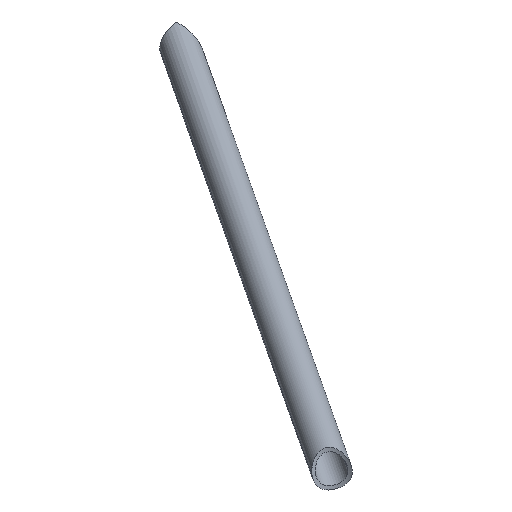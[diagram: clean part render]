
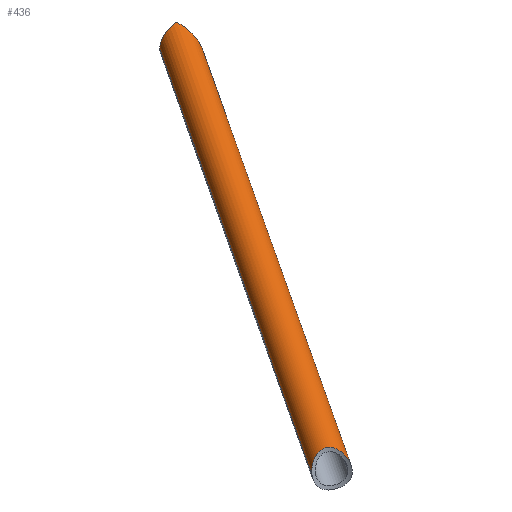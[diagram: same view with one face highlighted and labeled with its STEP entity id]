
A CAD part, isometric view. The second image highlights one B-rep face of the part: STEP entity #436.
In plain terms, the highlighted cylindrical face has radius 7.5 mm (diameter 15 mm), a partial arc.
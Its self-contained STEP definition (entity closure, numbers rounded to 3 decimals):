
#61=CARTESIAN_POINT('Vertex',(-1756.406,-13.273,251.99)) ;
#67=CARTESIAN_POINT('Control Point',(-1756.406,-13.273,251.947)) ;
#68=CARTESIAN_POINT('Control Point',(-1756.406,-13.274,251.962)) ;
#69=CARTESIAN_POINT('Control Point',(-1756.406,-13.274,251.976)) ;
#70=CARTESIAN_POINT('Control Point',(-1756.406,-13.273,251.99)) ;
#71=CARTESIAN_POINT('Vertex',(-1756.406,-13.273,251.947)) ;
#118=CARTESIAN_POINT('Vertex',(-1765.366,0.407,251.96)) ;
#186=CARTESIAN_POINT('Control Point',(-1756.423,0.401,259.469)) ;
#187=CARTESIAN_POINT('Control Point',(-1756.591,0.401,259.468)) ;
#188=CARTESIAN_POINT('Control Point',(-1756.76,0.401,259.464)) ;
#189=CARTESIAN_POINT('Control Point',(-1756.893,0.401,259.458)) ;
#190=CARTESIAN_POINT('Control Point',(-1757.127,0.401,259.445)) ;
#191=CARTESIAN_POINT('Control Point',(-1757.36,0.402,259.425)) ;
#192=CARTESIAN_POINT('Control Point',(-1757.493,0.402,259.414)) ;
#193=CARTESIAN_POINT('Control Point',(-1757.94,0.402,259.362)) ;
#194=CARTESIAN_POINT('Control Point',(-1758.385,0.402,259.286)) ;
#195=CARTESIAN_POINT('Control Point',(-1758.661,0.403,259.23)) ;
#196=CARTESIAN_POINT('Control Point',(-1759.929,0.403,258.925)) ;
#197=CARTESIAN_POINT('Control Point',(-1761.142,0.404,258.421)) ;
#198=CARTESIAN_POINT('Control Point',(-1762.04,0.405,257.901)) ;
#199=CARTESIAN_POINT('Control Point',(-1763.645,0.406,256.625)) ;
#200=CARTESIAN_POINT('Control Point',(-1764.766,0.407,254.909)) ;
#201=CARTESIAN_POINT('Control Point',(-1765.166,0.407,253.963)) ;
#202=CARTESIAN_POINT('Control Point',(-1765.366,0.407,252.961)) ;
#203=CARTESIAN_POINT('Control Point',(-1765.366,0.407,251.96)) ;
#204=CARTESIAN_POINT('Vertex',(-1756.423,0.401,259.469)) ;
#208=CARTESIAN_POINT('Control Point',(-1756.423,0.401,259.469)) ;
#209=CARTESIAN_POINT('Control Point',(-1756.423,0.147,259.469)) ;
#210=CARTESIAN_POINT('Control Point',(-1756.424,-0.107,259.466)) ;
#211=CARTESIAN_POINT('Control Point',(-1756.424,-0.312,259.46)) ;
#212=CARTESIAN_POINT('Control Point',(-1756.424,-0.673,259.447)) ;
#213=CARTESIAN_POINT('Control Point',(-1756.424,-1.033,259.428)) ;
#214=CARTESIAN_POINT('Control Point',(-1756.424,-1.237,259.417)) ;
#215=CARTESIAN_POINT('Control Point',(-1756.424,-1.919,259.366)) ;
#216=CARTESIAN_POINT('Control Point',(-1756.424,-2.599,259.292)) ;
#217=CARTESIAN_POINT('Control Point',(-1756.424,-3.026,259.235)) ;
#218=CARTESIAN_POINT('Control Point',(-1756.424,-4.416,259.019)) ;
#219=CARTESIAN_POINT('Control Point',(-1756.424,-5.786,258.694)) ;
#220=CARTESIAN_POINT('Control Point',(-1756.424,-6.721,258.413)) ;
#221=CARTESIAN_POINT('Control Point',(-1756.423,-8.562,257.724)) ;
#222=CARTESIAN_POINT('Control Point',(-1756.42,-10.263,256.739)) ;
#223=CARTESIAN_POINT('Control Point',(-1756.419,-11.071,256.156)) ;
#224=CARTESIAN_POINT('Control Point',(-1756.416,-12.221,255.063)) ;
#225=CARTESIAN_POINT('Control Point',(-1756.412,-12.965,253.685)) ;
#226=CARTESIAN_POINT('Control Point',(-1756.41,-13.168,253.137)) ;
#227=CARTESIAN_POINT('Control Point',(-1756.408,-13.27,252.564)) ;
#228=CARTESIAN_POINT('Control Point',(-1756.406,-13.273,251.99)) ;
#352=CARTESIAN_POINT('Line Origine',(-1842.822,-117.513,251.695)) ;
#356=CARTESIAN_POINT('Vertex',(-1916.773,-230.1,251.441)) ;
#359=CARTESIAN_POINT('Line Origine',(-1830.284,-125.748,251.695)) ;
#363=CARTESIAN_POINT('Vertex',(-1904.754,-239.123,251.44)) ;
#397=CARTESIAN_POINT('Axis2P3D Location',(-1836.553,-121.631,251.695)) ;
#403=CARTESIAN_POINT('Control Point',(-1904.754,-239.123,251.44)) ;
#404=CARTESIAN_POINT('Control Point',(-1904.617,-238.915,252.389)) ;
#405=CARTESIAN_POINT('Control Point',(-1904.543,-238.528,253.309)) ;
#406=CARTESIAN_POINT('Control Point',(-1904.521,-237.988,254.147)) ;
#407=CARTESIAN_POINT('Control Point',(-1904.57,-236.885,255.479)) ;
#408=CARTESIAN_POINT('Control Point',(-1904.801,-235.58,256.582)) ;
#409=CARTESIAN_POINT('Control Point',(-1904.937,-234.996,257.013)) ;
#410=CARTESIAN_POINT('Control Point',(-1905.258,-233.912,257.714)) ;
#411=CARTESIAN_POINT('Control Point',(-1905.741,-232.801,258.259)) ;
#412=CARTESIAN_POINT('Control Point',(-1905.992,-232.306,258.468)) ;
#413=CARTESIAN_POINT('Control Point',(-1906.517,-231.43,258.773)) ;
#414=CARTESIAN_POINT('Control Point',(-1907.179,-230.613,258.928)) ;
#415=CARTESIAN_POINT('Control Point',(-1907.501,-230.268,258.965)) ;
#416=CARTESIAN_POINT('Control Point',(-1908.429,-229.412,258.964)) ;
#417=CARTESIAN_POINT('Control Point',(-1909.505,-228.779,258.702)) ;
#418=CARTESIAN_POINT('Control Point',(-1910.21,-228.501,258.433)) ;
#419=CARTESIAN_POINT('Control Point',(-1911.345,-228.224,257.869)) ;
#420=CARTESIAN_POINT('Control Point',(-1912.415,-228.188,257.148)) ;
#421=CARTESIAN_POINT('Control Point',(-1912.817,-228.207,256.848)) ;
#422=CARTESIAN_POINT('Control Point',(-1914.145,-228.363,255.762)) ;
#423=CARTESIAN_POINT('Control Point',(-1915.267,-228.797,254.504)) ;
#424=CARTESIAN_POINT('Control Point',(-1915.941,-229.188,253.554)) ;
#425=CARTESIAN_POINT('Control Point',(-1916.468,-229.634,252.525)) ;
#426=CARTESIAN_POINT('Control Point',(-1916.773,-230.1,251.441)) ;
#353=DIRECTION('Vector Direction',(-0.549,-0.836,-0.002)) ;
#360=DIRECTION('Vector Direction',(-0.549,-0.836,-0.002)) ;
#398=DIRECTION('Axis2P3D Direction',(-0.549,-0.836,-0.002)) ;
#399=DIRECTION('Axis2P3D XDirection',(0.836,-0.549,0.)) ;
#400=AXIS2_PLACEMENT_3D('Cylinder Axis2P3D',#397,#398,#399) ;
#429=ORIENTED_EDGE('',*,*,#365,.F.) ;
#430=ORIENTED_EDGE('',*,*,#73,.T.) ;
#431=ORIENTED_EDGE('',*,*,#229,.F.) ;
#432=ORIENTED_EDGE('',*,*,#206,.T.) ;
#433=ORIENTED_EDGE('',*,*,#358,.T.) ;
#434=ORIENTED_EDGE('',*,*,#427,.F.) ;
#354=VECTOR('Line Direction',#353,1.) ;
#361=VECTOR('Line Direction',#360,1.) ;
#436=ADVANCED_FACE('Corps principal',(#435),#401,.T.) ;
#66=B_SPLINE_CURVE_WITH_KNOTS('',3,(#67,#68,#69,#70),.UNSPECIFIED.,.F.,.U.,(4,4),(0.,0.061),.UNSPECIFIED.) ;
#185=B_SPLINE_CURVE_WITH_KNOTS('',5,(#186,#187,#188,#189,#190,#191,#192,#193,#194,#195,#196,#197,#198,#199,#200,#201,#202,#203),.UNSPECIFIED.,.F.,.U.,(6,3,3,3,3,6),(0.,1.191,2.381,4.374,11.599,18.683),.UNSPECIFIED.) ;
#207=B_SPLINE_CURVE_WITH_KNOTS('',5,(#208,#209,#210,#211,#212,#213,#214,#215,#216,#217,#218,#219,#220,#221,#222,#223,#224,#225,#226,#227,#228),.UNSPECIFIED.,.F.,.U.,(6,3,3,3,3,3,6),(0.,1.798,3.597,6.635,13.542,20.486,24.541),.UNSPECIFIED.) ;
#402=B_SPLINE_CURVE_WITH_KNOTS('',5,(#403,#404,#405,#406,#407,#408,#409,#410,#411,#412,#413,#414,#415,#416,#417,#418,#419,#420,#421,#422,#423,#424,#425,#426),.UNSPECIFIED.,.F.,.U.,(6,3,3,3,3,3,3,6),(0.,6.943,12.143,16.308,19.631,25.178,28.718,37.333),.UNSPECIFIED.) ;
#401=CYLINDRICAL_SURFACE('generated cylinder',#400,7.5) ;
#73=EDGE_CURVE('',#72,#62,#66,.T.) ;
#206=EDGE_CURVE('',#205,#119,#185,.T.) ;
#229=EDGE_CURVE('',#205,#62,#207,.T.) ;
#358=EDGE_CURVE('',#119,#357,#355,.T.) ;
#365=EDGE_CURVE('',#72,#364,#362,.T.) ;
#427=EDGE_CURVE('',#364,#357,#402,.T.) ;
#428=EDGE_LOOP('',(#429,#430,#431,#432,#433,#434)) ;
#435=FACE_OUTER_BOUND('',#428,.T.) ;
#355=LINE('Line',#352,#354) ;
#362=LINE('Line',#359,#361) ;
#62=VERTEX_POINT('',#61) ;
#72=VERTEX_POINT('',#71) ;
#119=VERTEX_POINT('',#118) ;
#205=VERTEX_POINT('',#204) ;
#357=VERTEX_POINT('',#356) ;
#364=VERTEX_POINT('',#363) ;
